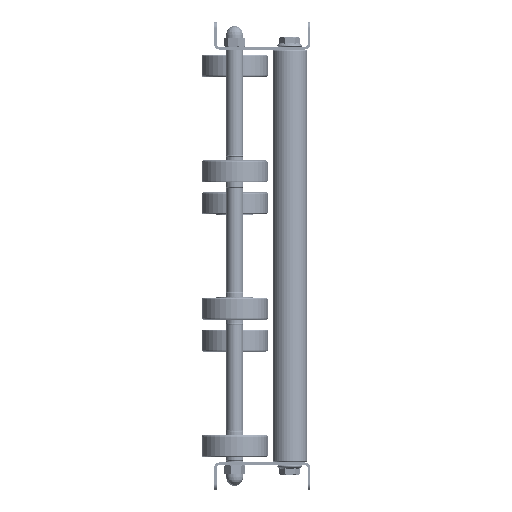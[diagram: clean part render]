
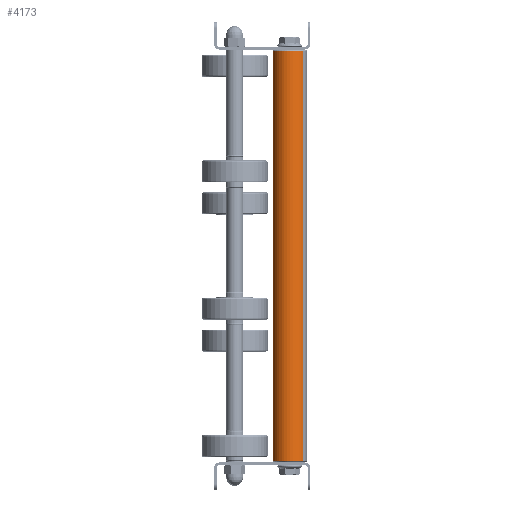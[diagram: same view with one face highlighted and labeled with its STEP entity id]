
A CAD part, left-side view. The second image highlights one B-rep face of the part: STEP entity #4173.
In plain terms, the highlighted cylindrical face has radius 12.5 mm (diameter 25 mm), a partial arc.
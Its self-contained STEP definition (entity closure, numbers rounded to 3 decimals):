
#687 = ORIENTED_EDGE ( 'NONE', *, *, #9745, .F. ) ;
#1114 = AXIS2_PLACEMENT_3D ( 'NONE', #18843, #1941, #16994 ) ;
#1249 = CARTESIAN_POINT ( 'NONE',  ( 1., 0., 0. ) ) ;
#1262 = CIRCLE ( 'NONE', #3219, 12.5 ) ;
#1371 = DIRECTION ( 'NONE',  ( -1., 0., 0. ) ) ;
#1941 = DIRECTION ( 'NONE',  ( -1., 0., 0. ) ) ;
#2742 = DIRECTION ( 'NONE',  ( 1., 0., 0. ) ) ;
#2772 = DIRECTION ( 'NONE',  ( 0., 0., 1. ) ) ;
#3219 = AXIS2_PLACEMENT_3D ( 'NONE', #1249, #2742, #21611 ) ;
#3391 = CARTESIAN_POINT ( 'NONE',  ( 299., 0., -12.5 ) ) ;
#4173 = ADVANCED_FACE ( 'NONE', ( #4867 ), #23632, .T. ) ;
#4814 = VERTEX_POINT ( 'NONE', #20226 ) ;
#4867 = FACE_OUTER_BOUND ( 'NONE', #19300, .T. ) ;
#8174 = EDGE_CURVE ( 'NONE', #18287, #13971, #1262, .T. ) ;
#8641 = AXIS2_PLACEMENT_3D ( 'NONE', #19665, #16207, #2772 ) ;
#8993 = CARTESIAN_POINT ( 'NONE',  ( 1., 0., 12.5 ) ) ;
#9048 = VECTOR ( 'NONE', #9126, 1000. ) ;
#9126 = DIRECTION ( 'NONE',  ( -1., 0., 0. ) ) ;
#9745 = EDGE_CURVE ( 'NONE', #21164, #13971, #22356, .T. ) ;
#10102 = CARTESIAN_POINT ( 'NONE',  ( 1., 0., -12.5 ) ) ;
#10711 = LINE ( 'NONE', #21837, #9048 ) ;
#12744 = ORIENTED_EDGE ( 'NONE', *, *, #18433, .T. ) ;
#13971 = VERTEX_POINT ( 'NONE', #10102 ) ;
#14794 = CARTESIAN_POINT ( 'NONE',  ( 300., 0., -12.5 ) ) ;
#16207 = DIRECTION ( 'NONE',  ( -1., 0., 0. ) ) ;
#16342 = ORIENTED_EDGE ( 'NONE', *, *, #20287, .T. ) ;
#16881 = CIRCLE ( 'NONE', #1114, 12.5 ) ;
#16994 = DIRECTION ( 'NONE',  ( 0., 0., -1. ) ) ;
#18287 = VERTEX_POINT ( 'NONE', #8993 ) ;
#18433 = EDGE_CURVE ( 'NONE', #21164, #4814, #16881, .T. ) ;
#18843 = CARTESIAN_POINT ( 'NONE',  ( 299., 0., 0. ) ) ;
#19300 = EDGE_LOOP ( 'NONE', ( #687, #12744, #16342, #21938 ) ) ;
#19665 = CARTESIAN_POINT ( 'NONE',  ( 300., 0., 0. ) ) ;
#20226 = CARTESIAN_POINT ( 'NONE',  ( 299., 0., 12.5 ) ) ;
#20287 = EDGE_CURVE ( 'NONE', #4814, #18287, #10711, .T. ) ;
#21164 = VERTEX_POINT ( 'NONE', #3391 ) ;
#21611 = DIRECTION ( 'NONE',  ( 0., 0., -1. ) ) ;
#21837 = CARTESIAN_POINT ( 'NONE',  ( 300., 0., 12.5 ) ) ;
#21938 = ORIENTED_EDGE ( 'NONE', *, *, #8174, .T. ) ;
#22184 = VECTOR ( 'NONE', #1371, 1000. ) ;
#22356 = LINE ( 'NONE', #14794, #22184 ) ;
#23632 = CYLINDRICAL_SURFACE ( 'NONE', #8641, 12.5 ) ;
